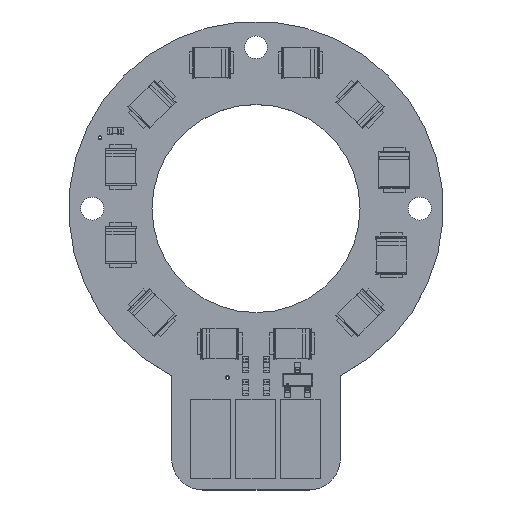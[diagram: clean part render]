
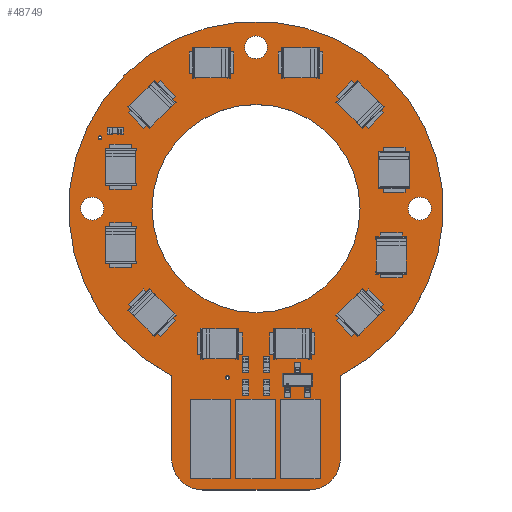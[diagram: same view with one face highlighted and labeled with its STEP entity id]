
A CAD part, top view. The second image highlights one B-rep face of the part: STEP entity #48749.
In plain terms, the highlighted planar face has unit normal (0, 0, 1).
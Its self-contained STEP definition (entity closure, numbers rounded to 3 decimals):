
#462=FACE_BOUND('',#7731,.T.);
#463=FACE_BOUND('',#7732,.T.);
#464=FACE_BOUND('',#7733,.T.);
#465=FACE_BOUND('',#7734,.T.);
#466=FACE_BOUND('',#7735,.T.);
#467=FACE_BOUND('',#7736,.T.);
#2810=PLANE('',#51614);
#5250=FACE_OUTER_BOUND('',#7730,.T.);
#7730=EDGE_LOOP('',(#46118,#46119,#46120,#46121,#46122,#46123));
#7731=EDGE_LOOP('',(#46124));
#7732=EDGE_LOOP('',(#46125));
#7733=EDGE_LOOP('',(#46126));
#7734=EDGE_LOOP('',(#46127));
#7735=EDGE_LOOP('',(#46128));
#7736=EDGE_LOOP('',(#46129));
#14371=LINE('',#77415,#20999);
#14375=LINE('',#77427,#21003);
#14379=LINE('',#77437,#21007);
#20999=VECTOR('',#63545,10.);
#21003=VECTOR('',#63557,10.);
#21007=VECTOR('',#63569,10.);
#21179=CIRCLE('',#51586,1.1);
#21181=CIRCLE('',#51589,1.1);
#21183=CIRCLE('',#51592,1.1);
#21185=CIRCLE('',#51595,0.175);
#21187=CIRCLE('',#51598,0.175);
#21188=CIRCLE('',#51600,10.);
#21191=CIRCLE('',#51604,18.);
#21193=CIRCLE('',#51608,3.);
#21195=CIRCLE('',#51612,3.);
#25695=VERTEX_POINT('',#77369);
#25697=VERTEX_POINT('',#77375);
#25699=VERTEX_POINT('',#77381);
#25701=VERTEX_POINT('',#77387);
#25703=VERTEX_POINT('',#77393);
#25704=VERTEX_POINT('',#77397);
#25708=VERTEX_POINT('',#77406);
#25709=VERTEX_POINT('',#77408);
#25711=VERTEX_POINT('',#77414);
#25713=VERTEX_POINT('',#77420);
#25715=VERTEX_POINT('',#77426);
#25717=VERTEX_POINT('',#77432);
#32496=EDGE_CURVE('',#25695,#25695,#21179,.T.);
#32499=EDGE_CURVE('',#25697,#25697,#21181,.T.);
#32502=EDGE_CURVE('',#25699,#25699,#21183,.T.);
#32505=EDGE_CURVE('',#25701,#25701,#21185,.T.);
#32508=EDGE_CURVE('',#25703,#25703,#21187,.T.);
#32509=EDGE_CURVE('',#25704,#25704,#21188,.T.);
#32514=EDGE_CURVE('',#25709,#25708,#21191,.T.);
#32517=EDGE_CURVE('',#25711,#25709,#14371,.T.);
#32520=EDGE_CURVE('',#25713,#25711,#21193,.T.);
#32523=EDGE_CURVE('',#25715,#25713,#14375,.T.);
#32526=EDGE_CURVE('',#25717,#25715,#21195,.T.);
#32529=EDGE_CURVE('',#25708,#25717,#14379,.T.);
#46118=ORIENTED_EDGE('',*,*,#32529,.T.);
#46119=ORIENTED_EDGE('',*,*,#32526,.T.);
#46120=ORIENTED_EDGE('',*,*,#32523,.T.);
#46121=ORIENTED_EDGE('',*,*,#32520,.T.);
#46122=ORIENTED_EDGE('',*,*,#32517,.T.);
#46123=ORIENTED_EDGE('',*,*,#32514,.T.);
#46124=ORIENTED_EDGE('',*,*,#32496,.T.);
#46125=ORIENTED_EDGE('',*,*,#32499,.T.);
#46126=ORIENTED_EDGE('',*,*,#32502,.T.);
#46127=ORIENTED_EDGE('',*,*,#32505,.T.);
#46128=ORIENTED_EDGE('',*,*,#32508,.T.);
#46129=ORIENTED_EDGE('',*,*,#32509,.T.);
#48749=ADVANCED_FACE('',(#5250,#462,#463,#464,#465,#466,#467),#2810,.T.);
#51586=AXIS2_PLACEMENT_3D('',#77371,#63497,#63498);
#51589=AXIS2_PLACEMENT_3D('',#77377,#63504,#63505);
#51592=AXIS2_PLACEMENT_3D('',#77383,#63511,#63512);
#51595=AXIS2_PLACEMENT_3D('',#77389,#63518,#63519);
#51598=AXIS2_PLACEMENT_3D('',#77395,#63525,#63526);
#51600=AXIS2_PLACEMENT_3D('',#77398,#63529,#63530);
#51604=AXIS2_PLACEMENT_3D('',#77409,#63539,#63540);
#51608=AXIS2_PLACEMENT_3D('',#77421,#63551,#63552);
#51612=AXIS2_PLACEMENT_3D('',#77433,#63563,#63564);
#51614=AXIS2_PLACEMENT_3D('',#77438,#63570,#63571);
#63497=DIRECTION('center_axis',(0.,0.,-1.));
#63498=DIRECTION('ref_axis',(-1.,0.,0.));
#63504=DIRECTION('center_axis',(0.,0.,-1.));
#63505=DIRECTION('ref_axis',(-1.,0.,0.));
#63511=DIRECTION('center_axis',(0.,0.,-1.));
#63512=DIRECTION('ref_axis',(-1.,0.,0.));
#63518=DIRECTION('center_axis',(0.,0.,-1.));
#63519=DIRECTION('ref_axis',(1.,0.,0.));
#63525=DIRECTION('center_axis',(0.,0.,-1.));
#63526=DIRECTION('ref_axis',(1.,0.,0.));
#63529=DIRECTION('center_axis',(0.,0.,-1.));
#63530=DIRECTION('ref_axis',(1.,0.,0.));
#63539=DIRECTION('center_axis',(0.,0.,1.));
#63540=DIRECTION('ref_axis',(0.45,-0.893,0.));
#63545=DIRECTION('',(0.,1.,0.));
#63551=DIRECTION('center_axis',(0.,0.,1.));
#63552=DIRECTION('ref_axis',(0.,-1.,0.));
#63557=DIRECTION('',(1.,0.,0.));
#63563=DIRECTION('center_axis',(0.,0.,1.));
#63564=DIRECTION('ref_axis',(-1.,0.,0.));
#63569=DIRECTION('',(0.,-1.,0.));
#63570=DIRECTION('center_axis',(0.,0.,1.));
#63571=DIRECTION('ref_axis',(1.,0.,0.));
#77369=CARTESIAN_POINT('',(1.1,15.5,0.053));
#77371=CARTESIAN_POINT('Origin',(0.,15.5,0.053));
#77375=CARTESIAN_POINT('',(16.84,-0.007,0.053));
#77377=CARTESIAN_POINT('Origin',(15.74,-0.007,0.053));
#77381=CARTESIAN_POINT('',(-14.64,-0.007,0.053));
#77383=CARTESIAN_POINT('Origin',(-15.74,-0.007,0.053));
#77387=CARTESIAN_POINT('',(-15.166,6.803,0.053));
#77389=CARTESIAN_POINT('Origin',(-14.991,6.803,0.053));
#77393=CARTESIAN_POINT('',(-2.921,-16.254,0.053));
#77395=CARTESIAN_POINT('Origin',(-2.746,-16.254,0.053));
#77397=CARTESIAN_POINT('',(-10.,0.,0.053));
#77398=CARTESIAN_POINT('Origin',(0.,0.,0.053));
#77406=CARTESIAN_POINT('',(-8.104,-16.072,0.053));
#77408=CARTESIAN_POINT('',(8.104,-16.072,0.053));
#77409=CARTESIAN_POINT('Origin',(0.,0.,0.053));
#77414=CARTESIAN_POINT('',(8.104,-24.048,0.053));
#77415=CARTESIAN_POINT('',(8.104,-24.048,0.053));
#77420=CARTESIAN_POINT('',(5.104,-27.048,0.053));
#77421=CARTESIAN_POINT('Origin',(5.104,-24.048,0.053));
#77426=CARTESIAN_POINT('',(-5.104,-27.048,0.053));
#77427=CARTESIAN_POINT('',(-5.104,-27.048,0.053));
#77432=CARTESIAN_POINT('',(-8.104,-24.048,0.053));
#77433=CARTESIAN_POINT('Origin',(-5.104,-24.048,0.053));
#77437=CARTESIAN_POINT('',(-8.104,-16.072,0.053));
#77438=CARTESIAN_POINT('Origin',(0.,-4.524,0.053));
